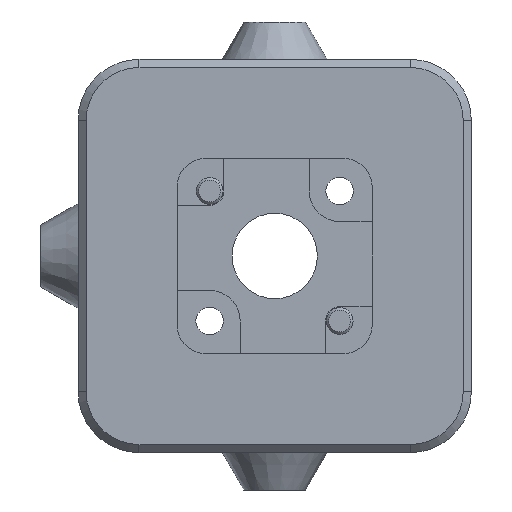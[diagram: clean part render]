
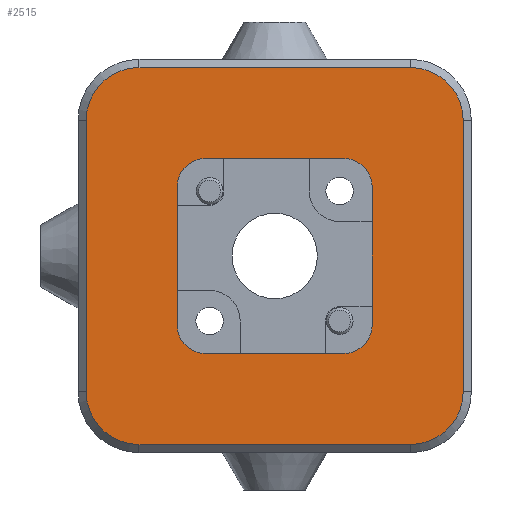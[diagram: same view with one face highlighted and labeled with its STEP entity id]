
A CAD part, front view. The second image highlights one B-rep face of the part: STEP entity #2515.
In plain terms, the highlighted planar face has unit normal (0, -1, 0).
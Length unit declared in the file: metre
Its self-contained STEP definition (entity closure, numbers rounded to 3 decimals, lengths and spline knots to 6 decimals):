
#83=CIRCLE('',#2699,0.0035);
#84=CIRCLE('',#2702,0.0035);
#85=CIRCLE('',#2705,0.0035);
#86=CIRCLE('',#2709,0.0035);
#90=CIRCLE('',#2716,0.0065);
#91=CIRCLE('',#2717,0.0065);
#92=CIRCLE('',#2718,0.0065);
#93=CIRCLE('',#2719,0.0065);
#615=ORIENTED_EDGE('',*,*,#1100,.T.);
#616=ORIENTED_EDGE('',*,*,#1101,.T.);
#617=ORIENTED_EDGE('',*,*,#1102,.T.);
#618=ORIENTED_EDGE('',*,*,#1103,.T.);
#619=ORIENTED_EDGE('',*,*,#1104,.T.);
#620=ORIENTED_EDGE('',*,*,#1105,.T.);
#621=ORIENTED_EDGE('',*,*,#1106,.T.);
#622=ORIENTED_EDGE('',*,*,#1107,.T.);
#623=ORIENTED_EDGE('',*,*,#1069,.T.);
#624=ORIENTED_EDGE('',*,*,#1071,.T.);
#625=ORIENTED_EDGE('',*,*,#1073,.T.);
#626=ORIENTED_EDGE('',*,*,#1075,.T.);
#627=ORIENTED_EDGE('',*,*,#1077,.T.);
#628=ORIENTED_EDGE('',*,*,#1079,.T.);
#629=ORIENTED_EDGE('',*,*,#1082,.T.);
#630=ORIENTED_EDGE('',*,*,#1081,.T.);
#1069=EDGE_CURVE('',#1345,#1346,#83,.F.);
#1071=EDGE_CURVE('',#1346,#1347,#1616,.T.);
#1073=EDGE_CURVE('',#1347,#1348,#84,.F.);
#1075=EDGE_CURVE('',#1348,#1349,#1619,.T.);
#1077=EDGE_CURVE('',#1349,#1350,#85,.F.);
#1079=EDGE_CURVE('',#1350,#1351,#1622,.T.);
#1081=EDGE_CURVE('',#1352,#1345,#1624,.T.);
#1082=EDGE_CURVE('',#1351,#1352,#86,.F.);
#1100=EDGE_CURVE('',#1369,#1370,#90,.T.);
#1101=EDGE_CURVE('',#1370,#1371,#1639,.T.);
#1102=EDGE_CURVE('',#1371,#1372,#91,.T.);
#1103=EDGE_CURVE('',#1372,#1373,#1640,.T.);
#1104=EDGE_CURVE('',#1373,#1374,#92,.T.);
#1105=EDGE_CURVE('',#1374,#1375,#1641,.T.);
#1106=EDGE_CURVE('',#1375,#1376,#93,.T.);
#1107=EDGE_CURVE('',#1376,#1369,#1642,.T.);
#1345=VERTEX_POINT('',#4001);
#1346=VERTEX_POINT('',#4003);
#1347=VERTEX_POINT('',#4007);
#1348=VERTEX_POINT('',#4011);
#1349=VERTEX_POINT('',#4015);
#1350=VERTEX_POINT('',#4019);
#1351=VERTEX_POINT('',#4023);
#1352=VERTEX_POINT('',#4027);
#1369=VERTEX_POINT('',#4068);
#1370=VERTEX_POINT('',#4069);
#1371=VERTEX_POINT('',#4071);
#1372=VERTEX_POINT('',#4073);
#1373=VERTEX_POINT('',#4075);
#1374=VERTEX_POINT('',#4077);
#1375=VERTEX_POINT('',#4079);
#1376=VERTEX_POINT('',#4081);
#1616=LINE('',#4008,#1900);
#1619=LINE('',#4016,#1903);
#1622=LINE('',#4024,#1906);
#1624=LINE('',#4028,#1908);
#1639=LINE('',#4070,#1923);
#1640=LINE('',#4074,#1924);
#1641=LINE('',#4078,#1925);
#1642=LINE('',#4082,#1926);
#1900=VECTOR('',#3254,1.);
#1903=VECTOR('',#3263,1.);
#1906=VECTOR('',#3272,1.);
#1908=VECTOR('',#3276,1.);
#1923=VECTOR('',#3309,1.);
#1924=VECTOR('',#3312,1.);
#1925=VECTOR('',#3315,1.);
#1926=VECTOR('',#3318,1.);
#2089=EDGE_LOOP('',(#615,#616,#617,#618,#619,#620,#621,#622));
#2090=EDGE_LOOP('',(#623,#624,#625,#626,#627,#628,#629,#630));
#2255=FACE_BOUND('',#2089,.T.);
#2256=FACE_BOUND('',#2090,.T.);
#2391=PLANE('',#2715);
#2515=ADVANCED_FACE('',(#2255,#2256),#2391,.T.);
#2699=AXIS2_PLACEMENT_3D('',#4004,#3249,#3250);
#2702=AXIS2_PLACEMENT_3D('',#4012,#3258,#3259);
#2705=AXIS2_PLACEMENT_3D('',#4020,#3267,#3268);
#2709=AXIS2_PLACEMENT_3D('',#4030,#3279,#3280);
#2715=AXIS2_PLACEMENT_3D('',#4066,#3305,#3306);
#2716=AXIS2_PLACEMENT_3D('',#4067,#3307,#3308);
#2717=AXIS2_PLACEMENT_3D('',#4072,#3310,#3311);
#2718=AXIS2_PLACEMENT_3D('',#4076,#3313,#3314);
#2719=AXIS2_PLACEMENT_3D('',#4080,#3316,#3317);
#3249=DIRECTION('',(0.,-1.,0.));
#3250=DIRECTION('',(1.,0.,0.));
#3254=DIRECTION('',(0.,0.,1.));
#3258=DIRECTION('',(0.,-1.,0.));
#3259=DIRECTION('',(1.,0.,0.));
#3263=DIRECTION('',(1.,0.,0.));
#3267=DIRECTION('',(0.,-1.,0.));
#3268=DIRECTION('',(1.,0.,0.));
#3272=DIRECTION('',(0.,0.,-1.));
#3276=DIRECTION('',(-1.,0.,0.));
#3279=DIRECTION('',(0.,-1.,0.));
#3280=DIRECTION('',(1.,0.,0.));
#3305=DIRECTION('',(0.,-1.,0.));
#3306=DIRECTION('',(0.,0.,-1.));
#3307=DIRECTION('',(0.,-1.,0.));
#3308=DIRECTION('',(1.,0.,0.));
#3309=DIRECTION('',(-1.,0.,0.));
#3310=DIRECTION('',(0.,-1.,0.));
#3311=DIRECTION('',(1.,0.,0.));
#3312=DIRECTION('',(0.,0.,-1.));
#3313=DIRECTION('',(0.,-1.,0.));
#3314=DIRECTION('',(1.,0.,0.));
#3315=DIRECTION('',(1.,0.,0.));
#3316=DIRECTION('',(0.,-1.,0.));
#3317=DIRECTION('',(1.,0.,0.));
#3318=DIRECTION('',(0.,0.,1.));
#4001=CARTESIAN_POINT('',(-0.0085,0.,-0.012));
#4003=CARTESIAN_POINT('',(-0.012,0.,-0.0085));
#4004=CARTESIAN_POINT('',(-0.0085,0.,-0.0085));
#4007=CARTESIAN_POINT('',(-0.012,0.,0.0085));
#4008=CARTESIAN_POINT('',(-0.012,0.,0.007375));
#4011=CARTESIAN_POINT('',(-0.0085,0.,0.012));
#4012=CARTESIAN_POINT('',(-0.0085,0.,0.0085));
#4015=CARTESIAN_POINT('',(0.0085,0.,0.012));
#4016=CARTESIAN_POINT('',(0.007375,0.,0.012));
#4019=CARTESIAN_POINT('',(0.012,0.,0.0085));
#4020=CARTESIAN_POINT('',(0.0085,0.,0.0085));
#4023=CARTESIAN_POINT('',(0.012,0.,-0.0085));
#4024=CARTESIAN_POINT('',(0.012,0.,-0.007375));
#4027=CARTESIAN_POINT('',(0.0085,0.,-0.012));
#4028=CARTESIAN_POINT('',(-0.007375,0.,-0.012));
#4030=CARTESIAN_POINT('',(0.0085,0.,-0.0085));
#4066=CARTESIAN_POINT('',(-0.0085,0.,0.0085));
#4067=CARTESIAN_POINT('',(0.0167,0.,0.0167));
#4068=CARTESIAN_POINT('',(0.0232,0.,0.0167));
#4069=CARTESIAN_POINT('',(0.0167,0.,0.0232));
#4070=CARTESIAN_POINT('',(-0.0167,0.,0.0232));
#4071=CARTESIAN_POINT('',(-0.0167,0.,0.0232));
#4072=CARTESIAN_POINT('',(-0.0167,0.,0.0167));
#4073=CARTESIAN_POINT('',(-0.0232,0.,0.0167));
#4074=CARTESIAN_POINT('',(-0.0232,0.,-0.0167));
#4075=CARTESIAN_POINT('',(-0.0232,0.,-0.0167));
#4076=CARTESIAN_POINT('',(-0.0167,0.,-0.0167));
#4077=CARTESIAN_POINT('',(-0.0167,0.,-0.0232));
#4078=CARTESIAN_POINT('',(-0.0085,0.,-0.0232));
#4079=CARTESIAN_POINT('',(0.0167,0.,-0.0232));
#4080=CARTESIAN_POINT('',(0.0167,0.,-0.0167));
#4081=CARTESIAN_POINT('',(0.0232,0.,-0.0167));
#4082=CARTESIAN_POINT('',(0.0232,0.,0.0085));
